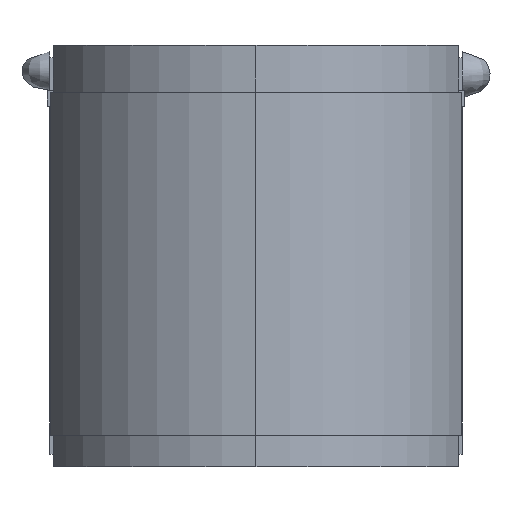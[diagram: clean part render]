
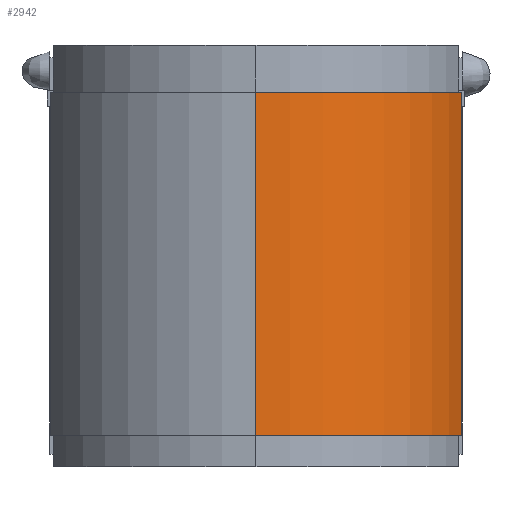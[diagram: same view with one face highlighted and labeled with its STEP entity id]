
A CAD part, left-side view. The second image highlights one B-rep face of the part: STEP entity #2942.
In plain terms, the highlighted cylindrical face has radius 6.9 mm (diameter 13.8 mm), a partial arc.
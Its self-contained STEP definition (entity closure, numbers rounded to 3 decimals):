
#146 = VERTEX_POINT ( 'NONE', #3238 ) ;
#238 = DIRECTION ( 'NONE',  ( 1., 0., 0. ) ) ;
#274 = DIRECTION ( 'NONE',  ( 0., 0., -1. ) ) ;
#416 = EDGE_CURVE ( 'NONE', #747, #146, #540, .T. ) ;
#489 = DIRECTION ( 'NONE',  ( 0., 0., 1. ) ) ;
#502 = ORIENTED_EDGE ( 'NONE', *, *, #2424, .F. ) ;
#526 = DIRECTION ( 'NONE',  ( -1., 0., 0. ) ) ;
#540 = LINE ( 'NONE', #2146, #1205 ) ;
#548 = CARTESIAN_POINT ( 'NONE',  ( 0., 0., 12. ) ) ;
#747 = VERTEX_POINT ( 'NONE', #2588 ) ;
#867 = CIRCLE ( 'NONE', #2801, 6.9 ) ;
#939 = CIRCLE ( 'NONE', #1064, 6.9 ) ;
#1000 = ORIENTED_EDGE ( 'NONE', *, *, #2341, .T. ) ;
#1064 = AXIS2_PLACEMENT_3D ( 'NONE', #3346, #2325, #3120 ) ;
#1205 = VECTOR ( 'NONE', #274, 1000. ) ;
#1326 = DIRECTION ( 'NONE',  ( 0., 0., -1. ) ) ;
#1412 = VERTEX_POINT ( 'NONE', #2969 ) ;
#1613 = EDGE_LOOP ( 'NONE', ( #1697, #3012, #1000, #502 ) ) ;
#1697 = ORIENTED_EDGE ( 'NONE', *, *, #3229, .F. ) ;
#1826 = VERTEX_POINT ( 'NONE', #2829 ) ;
#2146 = CARTESIAN_POINT ( 'NONE',  ( -6.9, 0., 12. ) ) ;
#2173 = CARTESIAN_POINT ( 'NONE',  ( -2.012, -6.6, 12. ) ) ;
#2325 = DIRECTION ( 'NONE',  ( 0., 0., 1. ) ) ;
#2327 = VECTOR ( 'NONE', #1326, 1000. ) ;
#2341 = EDGE_CURVE ( 'NONE', #146, #1826, #939, .T. ) ;
#2408 = FACE_OUTER_BOUND ( 'NONE', #1613, .T. ) ;
#2424 = EDGE_CURVE ( 'NONE', #1412, #1826, #3244, .T. ) ;
#2588 = CARTESIAN_POINT ( 'NONE',  ( -6.9, 0., 12. ) ) ;
#2594 = CARTESIAN_POINT ( 'NONE',  ( 0., 0., 12. ) ) ;
#2798 = AXIS2_PLACEMENT_3D ( 'NONE', #548, #2932, #526 ) ;
#2801 = AXIS2_PLACEMENT_3D ( 'NONE', #2594, #489, #238 ) ;
#2829 = CARTESIAN_POINT ( 'NONE',  ( -2.012, -6.6, 1. ) ) ;
#2913 = CYLINDRICAL_SURFACE ( 'NONE', #2798, 6.9 ) ;
#2932 = DIRECTION ( 'NONE',  ( 0., 0., -1. ) ) ;
#2942 = ADVANCED_FACE ( 'NONE', ( #2408 ), #2913, .T. ) ;
#2969 = CARTESIAN_POINT ( 'NONE',  ( -2.012, -6.6, 12. ) ) ;
#3012 = ORIENTED_EDGE ( 'NONE', *, *, #416, .T. ) ;
#3120 = DIRECTION ( 'NONE',  ( 1., 0., 0. ) ) ;
#3229 = EDGE_CURVE ( 'NONE', #747, #1412, #867, .T. ) ;
#3238 = CARTESIAN_POINT ( 'NONE',  ( -6.9, 0., 1. ) ) ;
#3244 = LINE ( 'NONE', #2173, #2327 ) ;
#3346 = CARTESIAN_POINT ( 'NONE',  ( 0., 0., 1. ) ) ;
